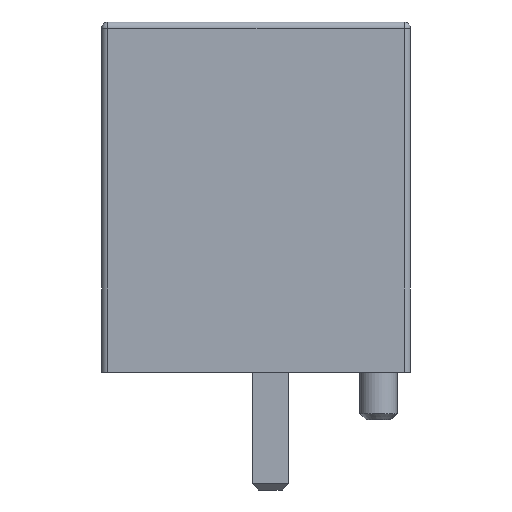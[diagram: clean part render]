
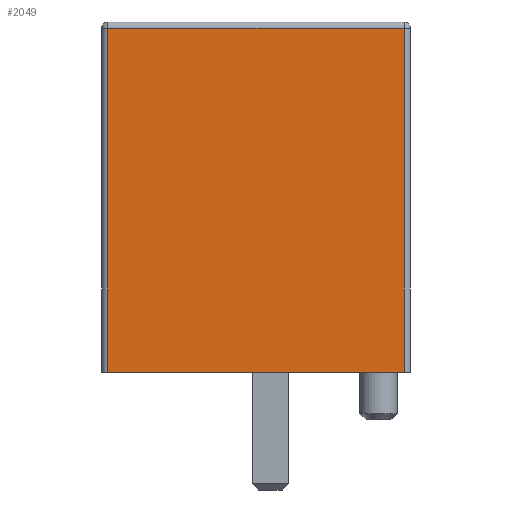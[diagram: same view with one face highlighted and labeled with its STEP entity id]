
A CAD part, left-side view. The second image highlights one B-rep face of the part: STEP entity #2049.
In plain terms, the highlighted planar face has unit normal (-1, 0, 0).
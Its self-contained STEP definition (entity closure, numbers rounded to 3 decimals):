
#276=FACE_OUTER_BOUND('',#405,.T.);
#405=EDGE_LOOP('',(#1654,#1655,#1656,#1657));
#572=LINE('',#3285,#780);
#575=LINE('',#3309,#783);
#576=LINE('',#3311,#784);
#577=LINE('',#3312,#785);
#780=VECTOR('',#2678,9.3);
#783=VECTOR('',#2713,10.8);
#784=VECTOR('',#2714,9.3);
#785=VECTOR('',#2715,10.8);
#972=VERTEX_POINT('',#3282);
#973=VERTEX_POINT('',#3284);
#978=VERTEX_POINT('',#3308);
#979=VERTEX_POINT('',#3310);
#1209=EDGE_CURVE('',#972,#973,#572,.T.);
#1221=EDGE_CURVE('',#978,#972,#575,.T.);
#1222=EDGE_CURVE('',#979,#978,#576,.T.);
#1223=EDGE_CURVE('',#973,#979,#577,.T.);
#1654=ORIENTED_EDGE('',*,*,#1209,.F.);
#1655=ORIENTED_EDGE('',*,*,#1221,.F.);
#1656=ORIENTED_EDGE('',*,*,#1222,.F.);
#1657=ORIENTED_EDGE('',*,*,#1223,.F.);
#1935=PLANE('',#2239);
#2049=ADVANCED_FACE('',(#276),#1935,.F.);
#2239=AXIS2_PLACEMENT_3D('',#3307,#2711,#2712);
#2678=DIRECTION('',(0.,0.,1.));
#2711=DIRECTION('center_axis',(1.,0.,0.));
#2712=DIRECTION('ref_axis',(0.,0.,-1.));
#2713=DIRECTION('',(0.,1.,0.));
#2714=DIRECTION('',(0.,0.,-1.));
#2715=DIRECTION('',(0.,-1.,0.));
#3282=CARTESIAN_POINT('',(-4.9,10.8,-4.65));
#3284=CARTESIAN_POINT('',(-4.9,10.8,4.65));
#3285=CARTESIAN_POINT('',(-4.9,10.8,4.85));
#3307=CARTESIAN_POINT('Origin',(-4.9,0.,4.85));
#3308=CARTESIAN_POINT('',(-4.9,0.,-4.65));
#3309=CARTESIAN_POINT('',(-4.9,5.5,-4.65));
#3310=CARTESIAN_POINT('',(-4.9,0.,4.65));
#3311=CARTESIAN_POINT('',(-4.9,0.,4.85));
#3312=CARTESIAN_POINT('',(-4.9,5.5,4.65));
